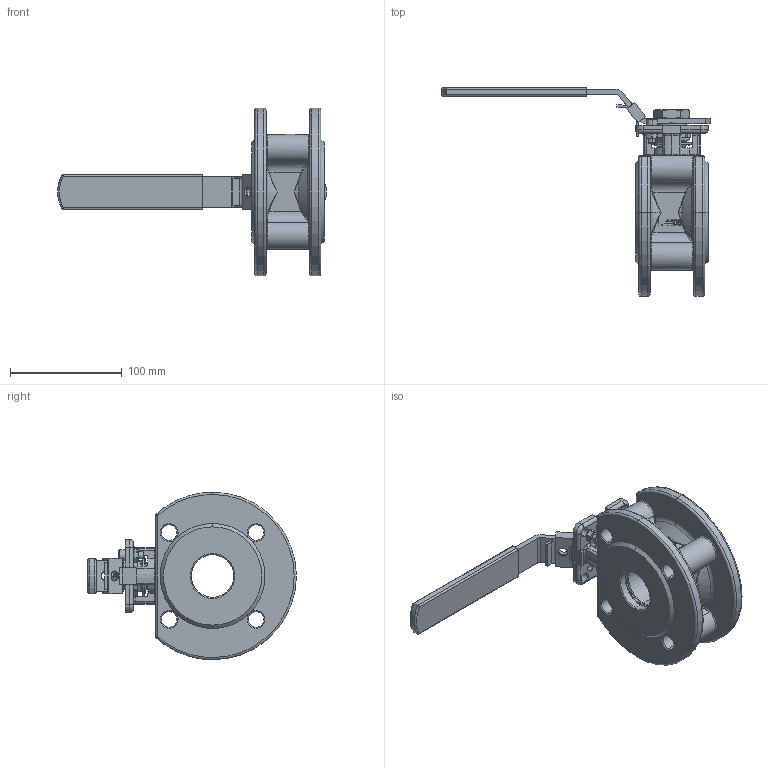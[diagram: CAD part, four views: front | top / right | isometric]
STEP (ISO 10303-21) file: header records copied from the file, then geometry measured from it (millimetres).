
FILE_DESCRIPTION (( 'STEP AP203' ), '1' );
FILE_NAME ('KV-L7N-DN40-忒梟.STEP', '2024-10-30T03:05:49', ( 'Sysceo.com' ), ( '' ), 'SwSTEP 2.0', 'SolidWorks 2013', '' );
FILE_SCHEMA (( 'CONFIG_CONTROL_DESIGN' ));
Length unit declared in the file: millimetre
Products named in the file (1): KV-L7N-DN40-忒梟
Bounding box: 240.5 x 186.85 x 150 mm (x, y, z)
Volume: 639496.6 mm3; surface area: 203842.1 mm2
Topology: 25 solids, 25 shells, 1136 faces, 2860 edges, 1787 vertices
Faces by surface type: plane 471, cylinder 273, cone 136, torus 123, bspline 114, sphere 19
Entity records: 43339 total; most frequent: CARTESIAN_POINT 16521, ORIENTED_EDGE 5628, DIRECTION 5430, EDGE_CURVE 2814, AXIS2_PLACEMENT_3D 1974, VERTEX_POINT 1777, VECTOR 1482, LINE 1482
